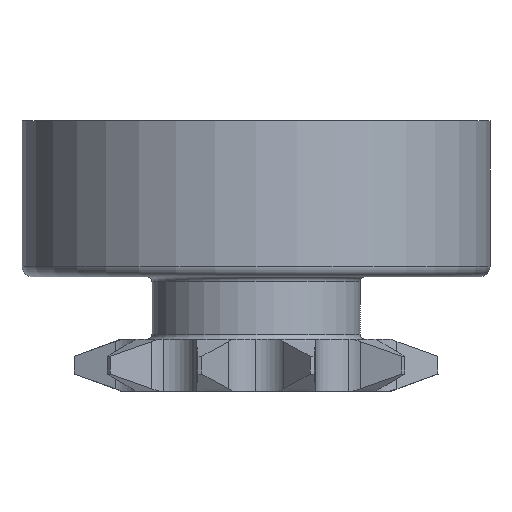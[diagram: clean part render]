
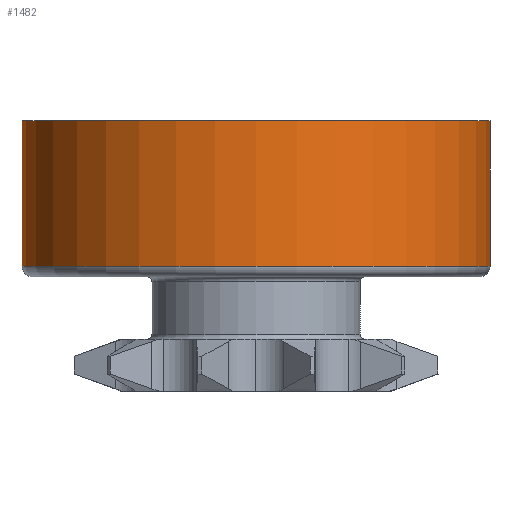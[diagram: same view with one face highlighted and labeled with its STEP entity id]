
A CAD part, front view. The second image highlights one B-rep face of the part: STEP entity #1482.
In plain terms, the highlighted cylindrical face has radius 22.5 mm (diameter 45 mm), a partial arc.
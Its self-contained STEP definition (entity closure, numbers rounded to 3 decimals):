
#109 = EDGE_LOOP ( 'NONE', ( #2085, #528, #1680, #382 ) ) ;
#119 = FACE_OUTER_BOUND ( 'NONE', #109, .T. ) ;
#131 = CARTESIAN_POINT ( 'NONE',  ( 22.5, 0., 12. ) ) ;
#200 = EDGE_CURVE ( 'NONE', #3226, #2797, #2556, .T. ) ;
#249 = DIRECTION ( 'NONE',  ( -1., 0., 0. ) ) ;
#293 = DIRECTION ( 'NONE',  ( 0., 0., -1. ) ) ;
#338 = VECTOR ( 'NONE', #2760, 1000. ) ;
#363 = DIRECTION ( 'NONE',  ( -1., 0., 0. ) ) ;
#382 = ORIENTED_EDGE ( 'NONE', *, *, #200, .T. ) ;
#517 = CARTESIAN_POINT ( 'NONE',  ( 0., 0., -2. ) ) ;
#528 = ORIENTED_EDGE ( 'NONE', *, *, #1302, .F. ) ;
#634 = CARTESIAN_POINT ( 'NONE',  ( -22.5, 0., 12. ) ) ;
#714 = DIRECTION ( 'NONE',  ( 0., 0., 1. ) ) ;
#841 = VECTOR ( 'NONE', #293, 1000. ) ;
#1155 = LINE ( 'NONE', #3378, #338 ) ;
#1199 = VERTEX_POINT ( 'NONE', #634 ) ;
#1241 = CYLINDRICAL_SURFACE ( 'NONE', #2667, 22.5 ) ;
#1302 = EDGE_CURVE ( 'NONE', #1199, #1398, #2579, .T. ) ;
#1398 = VERTEX_POINT ( 'NONE', #131 ) ;
#1482 = ADVANCED_FACE ( 'NONE', ( #119 ), #1241, .T. ) ;
#1543 = AXIS2_PLACEMENT_3D ( 'NONE', #517, #2448, #249 ) ;
#1559 = EDGE_CURVE ( 'NONE', #1199, #3226, #1155, .T. ) ;
#1666 = CARTESIAN_POINT ( 'NONE',  ( 22.5, 0., 12. ) ) ;
#1680 = ORIENTED_EDGE ( 'NONE', *, *, #1559, .T. ) ;
#1747 = CARTESIAN_POINT ( 'NONE',  ( -22.5, 0., -2. ) ) ;
#1901 = LINE ( 'NONE', #1666, #841 ) ;
#2007 = DIRECTION ( 'NONE',  ( 0., 0., -1. ) ) ;
#2085 = ORIENTED_EDGE ( 'NONE', *, *, #2503, .F. ) ;
#2363 = DIRECTION ( 'NONE',  ( 1., 0., 0. ) ) ;
#2448 = DIRECTION ( 'NONE',  ( 0., 0., 1. ) ) ;
#2503 = EDGE_CURVE ( 'NONE', #1398, #2797, #1901, .T. ) ;
#2556 = CIRCLE ( 'NONE', #1543, 22.5 ) ;
#2579 = CIRCLE ( 'NONE', #3483, 22.5 ) ;
#2637 = CARTESIAN_POINT ( 'NONE',  ( 0., 0., 12. ) ) ;
#2667 = AXIS2_PLACEMENT_3D ( 'NONE', #3404, #2007, #363 ) ;
#2760 = DIRECTION ( 'NONE',  ( 0., 0., -1. ) ) ;
#2797 = VERTEX_POINT ( 'NONE', #3203 ) ;
#3203 = CARTESIAN_POINT ( 'NONE',  ( 22.5, 0., -2. ) ) ;
#3226 = VERTEX_POINT ( 'NONE', #1747 ) ;
#3378 = CARTESIAN_POINT ( 'NONE',  ( -22.5, 0., 12. ) ) ;
#3404 = CARTESIAN_POINT ( 'NONE',  ( 0., 0., 12. ) ) ;
#3483 = AXIS2_PLACEMENT_3D ( 'NONE', #2637, #714, #2363 ) ;
